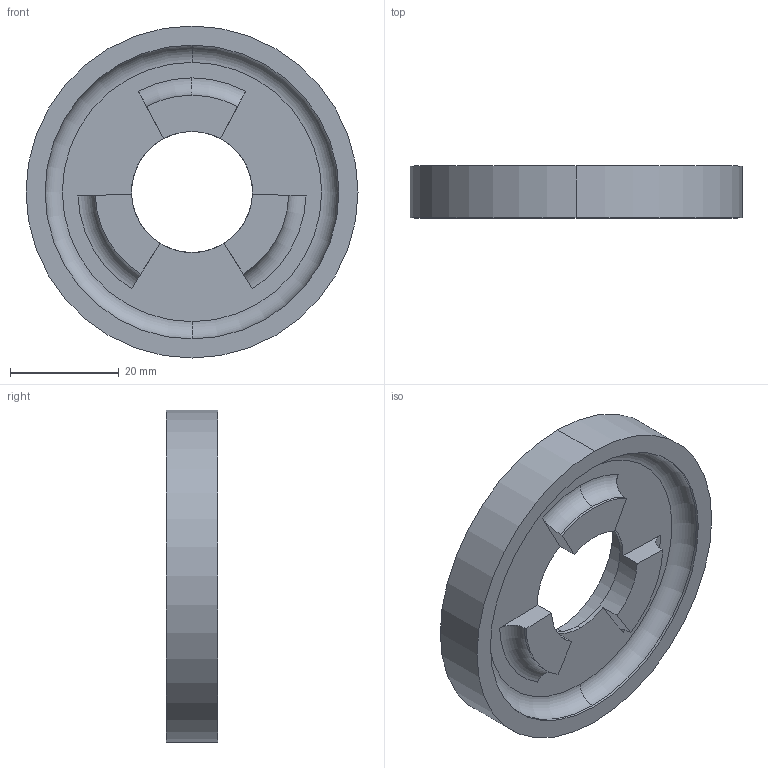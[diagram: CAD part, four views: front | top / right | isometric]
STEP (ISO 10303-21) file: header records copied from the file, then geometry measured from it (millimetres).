
FILE_DESCRIPTION (( 'STEP AP214' ), '1' );
FILE_NAME ('am-2037 48T Aluminum Large Output Gear.STEP', '2015-01-29T14:54:40', ( '' ), ( '' ), 'SwSTEP 2.0', 'SolidWorks 2014', '' );
FILE_SCHEMA (( 'AUTOMOTIVE_DESIGN' ));
Length unit declared in the file: millimetre
Products named in the file (1): am-2037 48T Aluminum Large Output Gear
Bounding box: 60.96 x 9.53 x 60.96 mm (x, y, z)
Volume: 17378.1 mm3; surface area: 8181.2 mm2
Topology: 1 solids, 1 shells, 31 faces, 78 edges, 51 vertices
Faces by surface type: plane 13, cylinder 12, torus 6
Entity records: 991 total; most frequent: DIRECTION 187, CARTESIAN_POINT 161, ORIENTED_EDGE 156, EDGE_CURVE 78, AXIS2_PLACEMENT_3D 77, VERTEX_POINT 51, CIRCLE 45, EDGE_LOOP 35
